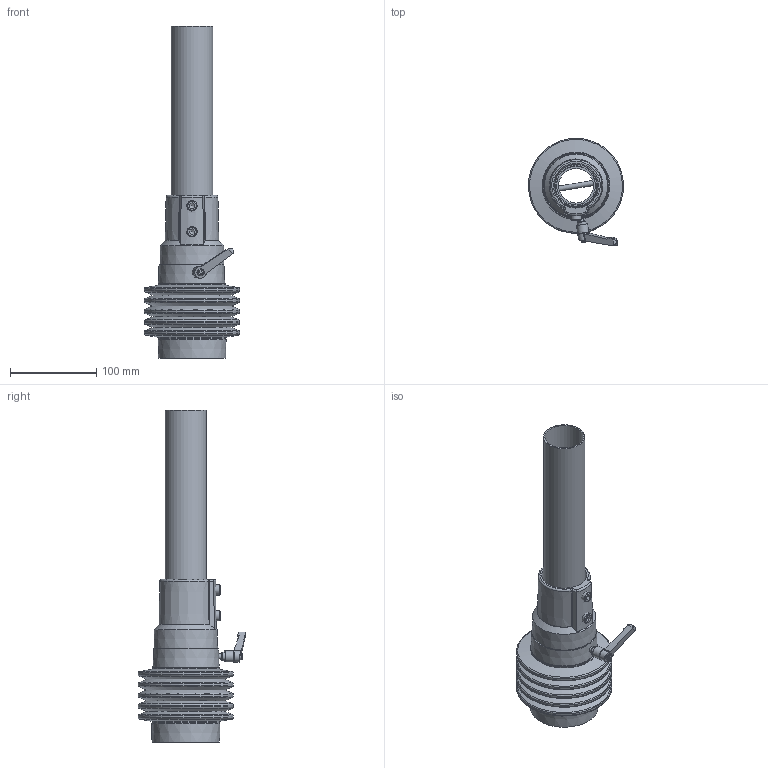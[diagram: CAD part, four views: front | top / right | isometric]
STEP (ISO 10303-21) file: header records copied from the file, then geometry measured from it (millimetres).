
FILE_DESCRIPTION (( 'STEP AP214' ), '1' );
FILE_NAME ('R149-025-001.STEP', '2025-10-17T09:43:37', ( '' ), ( '' ), 'SwSTEP 2.0', 'SolidWorks 2024', '' );
FILE_SCHEMA (( 'AUTOMOTIVE_DESIGN' ));
Length unit declared in the file: millimetre
Products named in the file (1): R149-025-001
Bounding box: 109.95 x 124.4 x 384 mm (x, y, z)
Volume: 454119.2 mm3; surface area: 255213.1 mm2
Topology: 10 solids, 10 shells, 405 faces, 905 edges, 526 vertices
Faces by surface type: cylinder 148, plane 97, torus 75, cone 56, bspline 29
Full cylindrical faces by diameter (mm): 4.5 x1, 4.917 x5, 6 x6, 8 x1, 10 x1, 10.106 x2, 12 x2, 12.998 x1, 40 x1, 45 x1, 48 x1, 48.376 x1, 51 x2, 52.6 x1, 70.251 x1, 72 x3, 78 x4, 86 x6, 106 x5, 110 x5
Entity records: 12866 total; most frequent: CARTESIAN_POINT 4529, DIRECTION 1836, ORIENTED_EDGE 1450, AXIS2_PLACEMENT_3D 793, EDGE_CURVE 725, EDGE_LOOP 574, FACE_OUTER_BOUND 490, VERTEX_POINT 485
